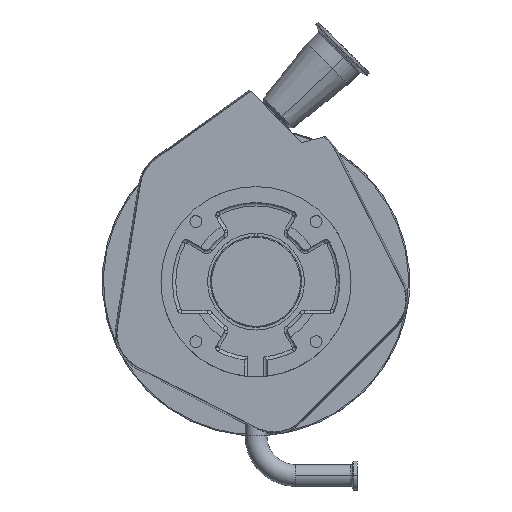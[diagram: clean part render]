
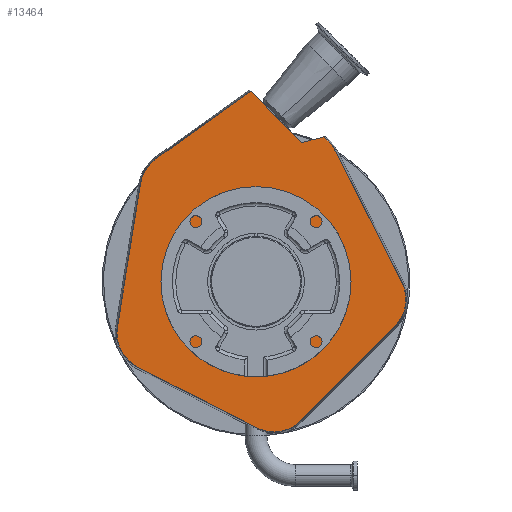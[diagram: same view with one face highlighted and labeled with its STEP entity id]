
A CAD part, top view. The second image highlights one B-rep face of the part: STEP entity #13464.
In plain terms, the highlighted planar face has unit normal (0, 0, 1).
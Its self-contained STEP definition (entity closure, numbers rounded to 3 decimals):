
#278 = VERTEX_POINT ( 'NONE', #11306 ) ;
#376 = LINE ( 'NONE', #8799, #14704 ) ;
#451 = ORIENTED_EDGE ( 'NONE', *, *, #10784, .F. ) ;
#498 = VERTEX_POINT ( 'NONE', #864 ) ;
#544 = ORIENTED_EDGE ( 'NONE', *, *, #1135, .F. ) ;
#714 = CARTESIAN_POINT ( 'NONE',  ( 39.4, -121.828, -141.5 ) ) ;
#864 = CARTESIAN_POINT ( 'NONE',  ( -6.769, 166.14, -141.5 ) ) ;
#1135 = EDGE_CURVE ( 'NONE', #1497, #278, #11812, .T. ) ;
#1321 = DIRECTION ( 'NONE',  ( 0., 0., 1. ) ) ;
#1404 = VERTEX_POINT ( 'NONE', #10207 ) ;
#1497 = VERTEX_POINT ( 'NONE', #7966 ) ;
#1524 = ORIENTED_EDGE ( 'NONE', *, *, #5112, .F. ) ;
#1533 = ORIENTED_EDGE ( 'NONE', *, *, #5894, .F. ) ;
#1559 = CARTESIAN_POINT ( 'NONE',  ( 121.965, -38.974, -141.5 ) ) ;
#1620 = CARTESIAN_POINT ( 'NONE',  ( -127.433, -75.16, -141.5 ) ) ;
#1621 = AXIS2_PLACEMENT_3D ( 'NONE', #11058, #8882, #12291 ) ;
#1631 = DIRECTION ( 'NONE',  ( 0., 0., -1. ) ) ;
#1708 = VERTEX_POINT ( 'NONE', #1559 ) ;
#1747 = DIRECTION ( 'NONE',  ( 0., 0., 1. ) ) ;
#1879 = DIRECTION ( 'NONE',  ( 0., 0., -1. ) ) ;
#2105 = VERTEX_POINT ( 'NONE', #2553 ) ;
#2279 = DIRECTION ( 'NONE',  ( 0., 0., -1. ) ) ;
#2295 = VERTEX_POINT ( 'NONE', #9882 ) ;
#2549 = VERTEX_POINT ( 'NONE', #714 ) ;
#2553 = CARTESIAN_POINT ( 'NONE',  ( 58.944, 127.324, -141.5 ) ) ;
#2616 = CIRCLE ( 'NONE', #4338, 33.406 ) ;
#2981 = ORIENTED_EDGE ( 'NONE', *, *, #10927, .F. ) ;
#3295 = ORIENTED_EDGE ( 'NONE', *, *, #8074, .F. ) ;
#3402 = CIRCLE ( 'NONE', #12039, 4.77 ) ;
#3558 = CARTESIAN_POINT ( 'NONE',  ( 0., 0., -141.5 ) ) ;
#3591 = VECTOR ( 'NONE', #14926, 1000. ) ;
#3600 = VECTOR ( 'NONE', #8146, 1000. ) ;
#3609 = DIRECTION ( 'NONE',  ( -0.707, -0.707, 0. ) ) ;
#3647 = CARTESIAN_POINT ( 'NONE',  ( -116.993, 87.288, -141.5 ) ) ;
#3732 = VERTEX_POINT ( 'NONE', #10201 ) ;
#3790 = LINE ( 'NONE', #3647, #4384 ) ;
#3913 = CIRCLE ( 'NONE', #10574, 33.406 ) ;
#4031 = EDGE_CURVE ( 'NONE', #2105, #3732, #376, .T. ) ;
#4165 = LINE ( 'NONE', #1620, #11594 ) ;
#4338 = AXIS2_PLACEMENT_3D ( 'NONE', #13643, #1631, #10046 ) ;
#4344 = CARTESIAN_POINT ( 'NONE',  ( 0.571, -128.013, -141.5 ) ) ;
#4384 = VECTOR ( 'NONE', #14318, 1000. ) ;
#4419 = EDGE_CURVE ( 'NONE', #1708, #2549, #9080, .T. ) ;
#4451 = CARTESIAN_POINT ( 'NONE',  ( -87.855, 108.132, -141.5 ) ) ;
#4454 = VERTEX_POINT ( 'NONE', #4451 ) ;
#4632 = EDGE_CURVE ( 'NONE', #3732, #1404, #9457, .T. ) ;
#4774 = CARTESIAN_POINT ( 'NONE',  ( 69.909, 114.814, -141.5 ) ) ;
#4896 = VERTEX_POINT ( 'NONE', #5358 ) ;
#5031 = DIRECTION ( 'NONE',  ( -0.707, -0.707, 0. ) ) ;
#5093 = CIRCLE ( 'NONE', #10034, 55. ) ;
#5112 = EDGE_CURVE ( 'NONE', #7556, #1708, #11228, .T. ) ;
#5183 = ORIENTED_EDGE ( 'NONE', *, *, #6244, .F. ) ;
#5208 = ORIENTED_EDGE ( 'NONE', *, *, #8674, .F. ) ;
#5358 = CARTESIAN_POINT ( 'NONE',  ( 0.571, -128.013, -141.5 ) ) ;
#5453 = DIRECTION ( 'NONE',  ( -0.706, -0.708, 0. ) ) ;
#5515 = VERTEX_POINT ( 'NONE', #11338 ) ;
#5739 = CARTESIAN_POINT ( 'NONE',  ( -103.9, -74.782, -141.5 ) ) ;
#5894 = EDGE_CURVE ( 'NONE', #6532, #9928, #2616, .T. ) ;
#5927 = AXIS2_PLACEMENT_3D ( 'NONE', #3558, #1321, #12993 ) ;
#6244 = EDGE_CURVE ( 'NONE', #5515, #2295, #5093, .T. ) ;
#6282 = ORIENTED_EDGE ( 'NONE', *, *, #13728, .F. ) ;
#6510 = DIRECTION ( 'NONE',  ( -0.707, -0.707, 0. ) ) ;
#6532 = VERTEX_POINT ( 'NONE', #5739 ) ;
#6803 = CIRCLE ( 'NONE', #8778, 33.406 ) ;
#7122 = EDGE_CURVE ( 'NONE', #498, #1404, #3402, .T. ) ;
#7164 = EDGE_CURVE ( 'NONE', #4454, #498, #3790, .T. ) ;
#7229 = DIRECTION ( 'NONE',  ( -0.707, -0.707, 0. ) ) ;
#7345 = DIRECTION ( 'NONE',  ( 0., 0., -1. ) ) ;
#7556 = VERTEX_POINT ( 'NONE', #10586 ) ;
#7611 = CARTESIAN_POINT ( 'NONE',  ( 123.744, 123.744, -141.5 ) ) ;
#7663 = CIRCLE ( 'NONE', #5927, 55. ) ;
#7686 = FACE_BOUND ( 'NONE', #14141, .T. ) ;
#7795 = AXIS2_PLACEMENT_3D ( 'NONE', #9238, #11808, #3609 ) ;
#7966 = CARTESIAN_POINT ( 'NONE',  ( -101.399, 86.281, -141.5 ) ) ;
#8074 = EDGE_CURVE ( 'NONE', #2105, #11303, #3913, .T. ) ;
#8146 = DIRECTION ( 'NONE',  ( -0.707, 0.707, 0. ) ) ;
#8404 = ORIENTED_EDGE ( 'NONE', *, *, #4632, .T. ) ;
#8674 = EDGE_CURVE ( 'NONE', #9928, #1497, #4165, .T. ) ;
#8685 = DIRECTION ( 'NONE',  ( -0.707, -0.707, 0. ) ) ;
#8778 = AXIS2_PLACEMENT_3D ( 'NONE', #9858, #9622, #7229 ) ;
#8799 = CARTESIAN_POINT ( 'NONE',  ( 118.508, 143.284, -141.5 ) ) ;
#8882 = DIRECTION ( 'NONE',  ( 0., 0., -1. ) ) ;
#8921 = FACE_OUTER_BOUND ( 'NONE', #11513, .T. ) ;
#9049 = DIRECTION ( 'NONE',  ( -0.891, 0.454, 0. ) ) ;
#9080 = LINE ( 'NONE', #11564, #10760 ) ;
#9128 = VECTOR ( 'NONE', #9049, 1000. ) ;
#9238 = CARTESIAN_POINT ( 'NONE',  ( 15.737, -98.248, -141.5 ) ) ;
#9335 = AXIS2_PLACEMENT_3D ( 'NONE', #11701, #2279, #13018 ) ;
#9457 = LINE ( 'NONE', #14184, #3600 ) ;
#9561 = ORIENTED_EDGE ( 'NONE', *, *, #13618, .F. ) ;
#9622 = DIRECTION ( 'NONE',  ( 0., 0., -1. ) ) ;
#9852 = DIRECTION ( 'NONE',  ( 0., 0., 1. ) ) ;
#9858 = CARTESIAN_POINT ( 'NONE',  ( -68.419, 80.962, -141.5 ) ) ;
#9882 = CARTESIAN_POINT ( 'NONE',  ( 38.891, 38.891, -141.5 ) ) ;
#9928 = VERTEX_POINT ( 'NONE', #12992 ) ;
#10034 = AXIS2_PLACEMENT_3D ( 'NONE', #14352, #9852, #8685 ) ;
#10046 = DIRECTION ( 'NONE',  ( -0.707, -0.707, 0. ) ) ;
#10144 = ORIENTED_EDGE ( 'NONE', *, *, #4031, .T. ) ;
#10201 = CARTESIAN_POINT ( 'NONE',  ( 40.305, 122.329, -141.5 ) ) ;
#10207 = CARTESIAN_POINT ( 'NONE',  ( -4.38, 167.015, -141.5 ) ) ;
#10574 = AXIS2_PLACEMENT_3D ( 'NONE', #12459, #1879, #14873 ) ;
#10586 = CARTESIAN_POINT ( 'NONE',  ( 128.115, -0.322, -141.5 ) ) ;
#10760 = VECTOR ( 'NONE', #5453, 1000. ) ;
#10784 = EDGE_CURVE ( 'NONE', #4896, #6532, #14937, .T. ) ;
#10829 = CARTESIAN_POINT ( 'NONE',  ( -3.994, 162.261, -141.5 ) ) ;
#10927 = EDGE_CURVE ( 'NONE', #2295, #5515, #7663, .T. ) ;
#11058 = CARTESIAN_POINT ( 'NONE',  ( 98.302, -15.394, -141.5 ) ) ;
#11119 = ORIENTED_EDGE ( 'NONE', *, *, #7122, .F. ) ;
#11228 = CIRCLE ( 'NONE', #1621, 33.406 ) ;
#11282 = DIRECTION ( 'NONE',  ( -0.966, -0.259, 0. ) ) ;
#11303 = VERTEX_POINT ( 'NONE', #4774 ) ;
#11306 = CARTESIAN_POINT ( 'NONE',  ( -92.04, 104.584, -141.5 ) ) ;
#11338 = CARTESIAN_POINT ( 'NONE',  ( -38.891, -38.891, -141.5 ) ) ;
#11513 = EDGE_LOOP ( 'NONE', ( #3295, #10144, #8404, #11119, #13428, #12497, #544, #5208, #1533, #451, #6282, #14744, #1524, #9561 ) ) ;
#11564 = CARTESIAN_POINT ( 'NONE',  ( 39.4, -121.828, -141.5 ) ) ;
#11594 = VECTOR ( 'NONE', #12431, 1000. ) ;
#11701 = CARTESIAN_POINT ( 'NONE',  ( -68.419, 80.962, -141.5 ) ) ;
#11752 = CIRCLE ( 'NONE', #7795, 33.406 ) ;
#11808 = DIRECTION ( 'NONE',  ( 0., 0., -1. ) ) ;
#11812 = CIRCLE ( 'NONE', #9335, 33.406 ) ;
#12039 = AXIS2_PLACEMENT_3D ( 'NONE', #10829, #7345, #5031 ) ;
#12291 = DIRECTION ( 'NONE',  ( -0.707, -0.707, 0. ) ) ;
#12431 = DIRECTION ( 'NONE',  ( 0.159, 0.987, 0. ) ) ;
#12459 = CARTESIAN_POINT ( 'NONE',  ( 40.096, 99.742, -141.5 ) ) ;
#12497 = ORIENTED_EDGE ( 'NONE', *, *, #13914, .F. ) ;
#12712 = AXIS2_PLACEMENT_3D ( 'NONE', #7611, #1747, #6510 ) ;
#12992 = CARTESIAN_POINT ( 'NONE',  ( -121.714, -39.699, -141.5 ) ) ;
#12993 = DIRECTION ( 'NONE',  ( -0.707, -0.707, 0. ) ) ;
#13018 = DIRECTION ( 'NONE',  ( -0.707, -0.707, 0. ) ) ;
#13428 = ORIENTED_EDGE ( 'NONE', *, *, #7164, .F. ) ;
#13464 = ADVANCED_FACE ( 'NONE', ( #7686, #8921 ), #14964, .T. ) ;
#13618 = EDGE_CURVE ( 'NONE', #11303, #7556, #13688, .T. ) ;
#13643 = CARTESIAN_POINT ( 'NONE',  ( -88.734, -45.017, -141.5 ) ) ;
#13688 = LINE ( 'NONE', #13843, #3591 ) ;
#13728 = EDGE_CURVE ( 'NONE', #2549, #4896, #11752, .T. ) ;
#13843 = CARTESIAN_POINT ( 'NONE',  ( 144.669, -33.067, -141.5 ) ) ;
#13914 = EDGE_CURVE ( 'NONE', #278, #4454, #6803, .T. ) ;
#14141 = EDGE_LOOP ( 'NONE', ( #5183, #2981 ) ) ;
#14184 = CARTESIAN_POINT ( 'NONE',  ( 81.317, 81.317, -141.5 ) ) ;
#14318 = DIRECTION ( 'NONE',  ( 0.813, 0.582, 0. ) ) ;
#14352 = CARTESIAN_POINT ( 'NONE',  ( 0., 0., -141.5 ) ) ;
#14704 = VECTOR ( 'NONE', #11282, 1000. ) ;
#14744 = ORIENTED_EDGE ( 'NONE', *, *, #4419, .F. ) ;
#14873 = DIRECTION ( 'NONE',  ( -0.707, -0.707, 0. ) ) ;
#14926 = DIRECTION ( 'NONE',  ( 0.451, -0.892, 0. ) ) ;
#14937 = LINE ( 'NONE', #4344, #9128 ) ;
#14964 = PLANE ( 'NONE',  #12712 ) ;
